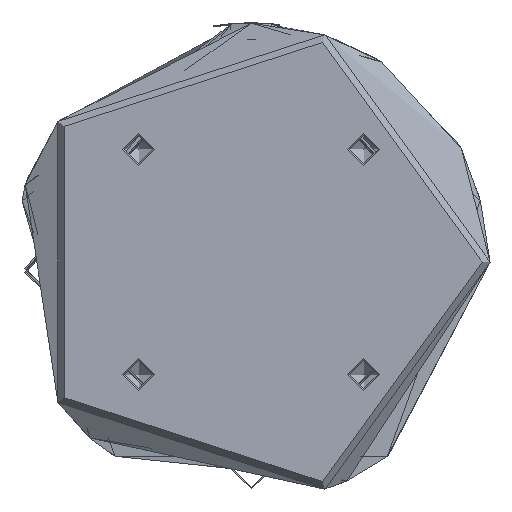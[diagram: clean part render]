
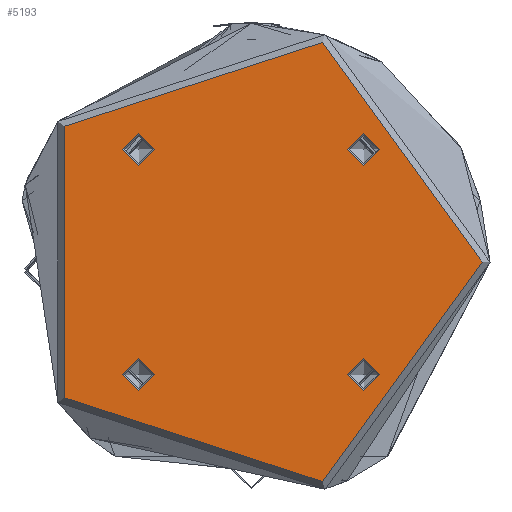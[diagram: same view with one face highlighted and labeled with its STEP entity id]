
A CAD part, front view. The second image highlights one B-rep face of the part: STEP entity #5193.
In plain terms, the highlighted face is planar.
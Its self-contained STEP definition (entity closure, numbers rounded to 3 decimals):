
#20 = EDGE_LOOP ( 'NONE', ( #2669 ) ) ;
#118 = CARTESIAN_POINT ( 'NONE',  ( 35.355, -35.355, 0. ) ) ;
#369 = ORIENTED_EDGE ( 'NONE', *, *, #3787, .F. ) ;
#499 = EDGE_LOOP ( 'NONE', ( #369 ) ) ;
#520 = VERTEX_POINT ( 'NONE', #4476 ) ;
#557 = DIRECTION ( 'NONE',  ( 1., 0., 0. ) ) ;
#576 = VERTEX_POINT ( 'NONE', #1039 ) ;
#625 = CIRCLE ( 'NONE', #4169, 5.025 ) ;
#681 = DIRECTION ( 'NONE',  ( 0., 0., 1. ) ) ;
#711 = VERTEX_POINT ( 'NONE', #5311 ) ;
#785 = AXIS2_PLACEMENT_3D ( 'NONE', #3285, #681, #3712 ) ;
#916 = EDGE_CURVE ( 'NONE', #995, #995, #2750, .T. ) ;
#995 = VERTEX_POINT ( 'NONE', #4035 ) ;
#1039 = CARTESIAN_POINT ( 'NONE',  ( 72.5, 0., 0. ) ) ;
#1188 = CIRCLE ( 'NONE', #4378, 72.5 ) ;
#1209 = DIRECTION ( 'NONE',  ( 0., 0., 1. ) ) ;
#1242 = ORIENTED_EDGE ( 'NONE', *, *, #916, .F. ) ;
#1265 = DIRECTION ( 'NONE',  ( 0., 0., 1. ) ) ;
#1436 = DIRECTION ( 'NONE',  ( 0., 0., 1. ) ) ;
#1454 = ORIENTED_EDGE ( 'NONE', *, *, #2288, .F. ) ;
#1774 = FACE_OUTER_BOUND ( 'NONE', #4806, .T. ) ;
#1837 = FACE_BOUND ( 'NONE', #2340, .T. ) ;
#2083 = EDGE_CURVE ( 'NONE', #711, #711, #4885, .T. ) ;
#2125 = DIRECTION ( 'NONE',  ( 0., 0., -1. ) ) ;
#2228 = VERTEX_POINT ( 'NONE', #3199 ) ;
#2235 = FACE_BOUND ( 'NONE', #20, .T. ) ;
#2288 = EDGE_CURVE ( 'NONE', #2228, #2228, #4227, .T. ) ;
#2340 = EDGE_LOOP ( 'NONE', ( #1242 ) ) ;
#2669 = ORIENTED_EDGE ( 'NONE', *, *, #2083, .F. ) ;
#2707 = FACE_BOUND ( 'NONE', #3589, .T. ) ;
#2750 = CIRCLE ( 'NONE', #3473, 5.025 ) ;
#2884 = AXIS2_PLACEMENT_3D ( 'NONE', #3378, #2125, #5096 ) ;
#3166 = DIRECTION ( 'NONE',  ( 0., 0., 1. ) ) ;
#3199 = CARTESIAN_POINT ( 'NONE',  ( -30.33, -35.355, 0. ) ) ;
#3215 = AXIS2_PLACEMENT_3D ( 'NONE', #118, #3166, #557 ) ;
#3285 = CARTESIAN_POINT ( 'NONE',  ( -35.355, -35.355, 0. ) ) ;
#3378 = CARTESIAN_POINT ( 'NONE',  ( 0., 0., 0. ) ) ;
#3435 = EDGE_CURVE ( 'NONE', #576, #576, #1188, .T. ) ;
#3473 = AXIS2_PLACEMENT_3D ( 'NONE', #4005, #1436, #4431 ) ;
#3589 = EDGE_LOOP ( 'NONE', ( #1454 ) ) ;
#3712 = DIRECTION ( 'NONE',  ( 1., 0., 0. ) ) ;
#3778 = CARTESIAN_POINT ( 'NONE',  ( 35.355, 35.355, 0. ) ) ;
#3787 = EDGE_CURVE ( 'NONE', #520, #520, #625, .T. ) ;
#3839 = CARTESIAN_POINT ( 'NONE',  ( 0., 0., 0. ) ) ;
#4005 = CARTESIAN_POINT ( 'NONE',  ( -35.355, 35.355, 0. ) ) ;
#4035 = CARTESIAN_POINT ( 'NONE',  ( -30.33, 35.355, 0. ) ) ;
#4169 = AXIS2_PLACEMENT_3D ( 'NONE', #3778, #1209, #4210 ) ;
#4210 = DIRECTION ( 'NONE',  ( 1., 0., 0. ) ) ;
#4227 = CIRCLE ( 'NONE', #785, 5.025 ) ;
#4260 = DIRECTION ( 'NONE',  ( 1., 0., 0. ) ) ;
#4378 = AXIS2_PLACEMENT_3D ( 'NONE', #3839, #1265, #4260 ) ;
#4431 = DIRECTION ( 'NONE',  ( 1., 0., 0. ) ) ;
#4476 = CARTESIAN_POINT ( 'NONE',  ( 40.38, 35.355, 0. ) ) ;
#4649 = PLANE ( 'NONE',  #2884 ) ;
#4669 = ORIENTED_EDGE ( 'NONE', *, *, #3435, .T. ) ;
#4806 = EDGE_LOOP ( 'NONE', ( #4669 ) ) ;
#4885 = CIRCLE ( 'NONE', #3215, 5.025 ) ;
#5096 = DIRECTION ( 'NONE',  ( -1., 0., 0. ) ) ;
#5193 = ADVANCED_FACE ( 'NONE', ( #1837, #5355, #2235, #2707, #1774 ), #4649, .F. ) ;
#5311 = CARTESIAN_POINT ( 'NONE',  ( 40.38, -35.355, 0. ) ) ;
#5355 = FACE_BOUND ( 'NONE', #499, .T. ) ;
